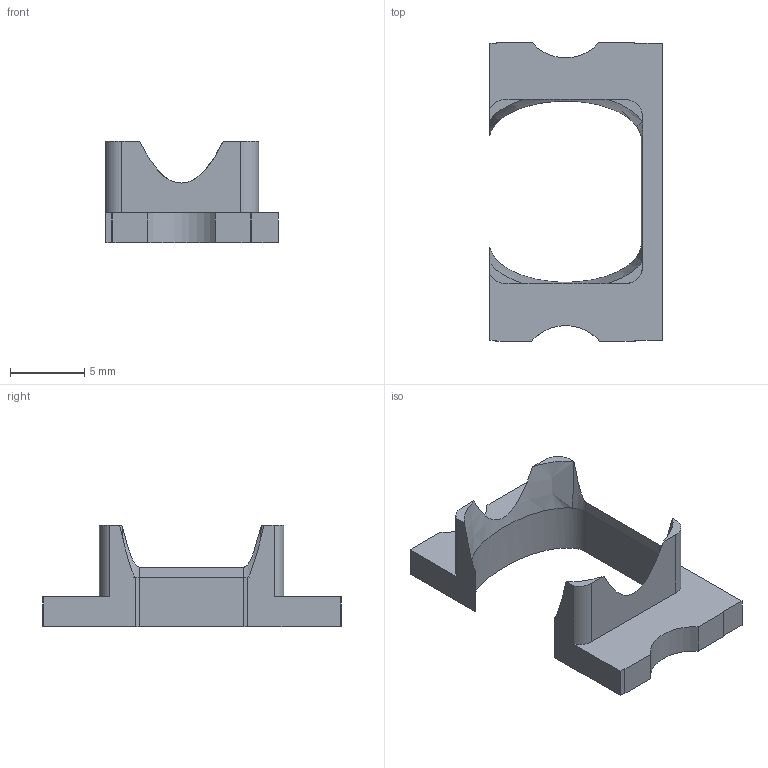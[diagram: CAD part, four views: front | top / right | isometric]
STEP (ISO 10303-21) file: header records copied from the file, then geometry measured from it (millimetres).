
FILE_DESCRIPTION(/* description */ (''),/* implementation_level */ '2;1');
FILE_NAME(/* name */ 'Motor clip.step',/* time_stamp */ '2025-12-04T22:56:33Z',/* author */ (''),/* organization */ (''),/* preprocessor_version */ 'ST-DEVELOPER v20.1',/* originating_system */ 'Autodesk Translation Framework v14.21.0.0',/* authorisation */ '');
FILE_SCHEMA (('AUTOMOTIVE_DESIGN { 1 0 10303 214 3 1 1 }'));
Length unit declared in the file: millimetre
Products named in the file (1): Motor clip
Bounding box: 11.57 x 20.05 x 6.8 mm (x, y, z)
Volume: 270.4 mm3; surface area: 621.9 mm2
Topology: 1 solids, 1 shells, 38 faces, 104 edges, 68 vertices
Faces by surface type: plane 22, cylinder 10, bspline 6
Entity records: 1517 total; most frequent: CARTESIAN_POINT 549, ORIENTED_EDGE 208, DIRECTION 174, EDGE_CURVE 104, LINE 68, VECTOR 68, VERTEX_POINT 68, AXIS2_PLACEMENT_3D 53
